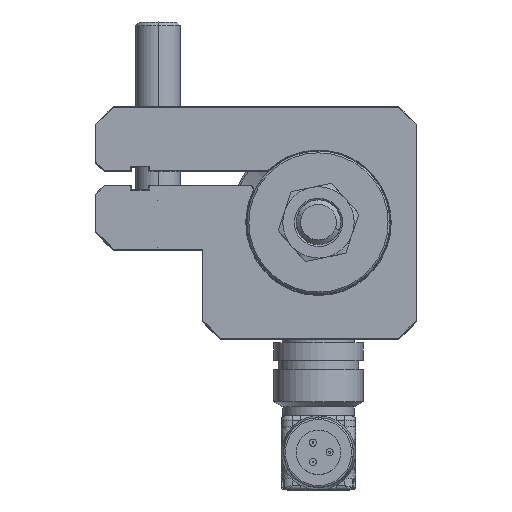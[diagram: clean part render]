
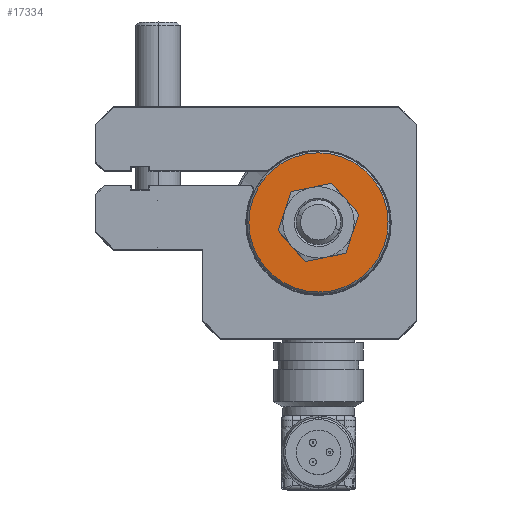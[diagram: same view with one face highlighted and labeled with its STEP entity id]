
A CAD part, top view. The second image highlights one B-rep face of the part: STEP entity #17334.
In plain terms, the highlighted planar face has unit normal (0, 0, 1).
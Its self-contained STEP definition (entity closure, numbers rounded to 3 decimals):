
#617 = CIRCLE ( 'NONE', #665, 2.75 ) ;
#623 = CARTESIAN_POINT ( 'NONE',  ( 2.119, -1.752, 1. ) ) ;
#660 = DIRECTION ( 'NONE',  ( 0.771, -0.637, 0. ) ) ;
#661 = DIRECTION ( 'NONE',  ( 0., 0., -1. ) ) ;
#662 = CARTESIAN_POINT ( 'NONE',  ( 0., 0., 1. ) ) ;
#665 = AXIS2_PLACEMENT_3D ( 'NONE', #662, #661, #660 ) ;
#666 = CARTESIAN_POINT ( 'NONE',  ( -2.119, 1.752, 1. ) ) ;
#691 = DIRECTION ( 'NONE',  ( 0.771, -0.637, 0. ) ) ;
#692 = DIRECTION ( 'NONE',  ( 0., 0., -1. ) ) ;
#693 = CARTESIAN_POINT ( 'NONE',  ( 0., 0., 1. ) ) ;
#694 = AXIS2_PLACEMENT_3D ( 'NONE', #693, #692, #691 ) ;
#695 = CIRCLE ( 'NONE', #694, 2.75 ) ;
#11856 = PLANE ( 'NONE',  #11871 ) ;
#11871 = AXIS2_PLACEMENT_3D ( 'NONE', #11918, #11917, #11916 ) ;
#11874 = FACE_OUTER_BOUND ( 'NONE', #17335, .T. ) ;
#11889 = FACE_BOUND ( 'NONE', #17325, .T. ) ;
#11903 = DIRECTION ( 'NONE',  ( 0.771, -0.637, 0. ) ) ;
#11904 = DIRECTION ( 'NONE',  ( 0., 0., 1. ) ) ;
#11905 = AXIS2_PLACEMENT_3D ( 'NONE', #11919, #11904, #11903 ) ;
#11916 = DIRECTION ( 'NONE',  ( 0.771, -0.637, 0. ) ) ;
#11917 = DIRECTION ( 'NONE',  ( 0., 0., 1. ) ) ;
#11918 = CARTESIAN_POINT ( 'NONE',  ( 0., 0., 1. ) ) ;
#11919 = CARTESIAN_POINT ( 'NONE',  ( 0., 0., 1. ) ) ;
#11923 = CIRCLE ( 'NONE', #11905, 7.8 ) ;
#14088 = VERTEX_POINT ( 'NONE', #25965 ) ;
#14089 = VERTEX_POINT ( 'NONE', #25964 ) ;
#14155 = EDGE_CURVE ( 'NONE', #14088, #14089, #26157, .T. ) ;
#14378 = VERTEX_POINT ( 'NONE', #623 ) ;
#14380 = EDGE_CURVE ( 'NONE', #14382, #14378, #617, .T. ) ;
#14382 = VERTEX_POINT ( 'NONE', #666 ) ;
#14383 = ORIENTED_EDGE ( 'NONE', *, *, #14380, .T. ) ;
#14386 = EDGE_CURVE ( 'NONE', #14378, #14382, #695, .T. ) ;
#17325 = EDGE_LOOP ( 'NONE', ( #17339, #14383 ) ) ;
#17326 = ORIENTED_EDGE ( 'NONE', *, *, #14155, .T. ) ;
#17334 = ADVANCED_FACE ( 'NONE', ( #11874, #11889 ), #11856, .T. ) ;
#17335 = EDGE_LOOP ( 'NONE', ( #17338, #17326 ) ) ;
#17336 = EDGE_CURVE ( 'NONE', #14089, #14088, #11923, .T. ) ;
#17338 = ORIENTED_EDGE ( 'NONE', *, *, #17336, .T. ) ;
#17339 = ORIENTED_EDGE ( 'NONE', *, *, #14386, .T. ) ;
#25964 = CARTESIAN_POINT ( 'NONE',  ( -6.012, 4.97, 1. ) ) ;
#25965 = CARTESIAN_POINT ( 'NONE',  ( 6.012, -4.97, 1. ) ) ;
#26155 = CARTESIAN_POINT ( 'NONE',  ( 0., 0., 1. ) ) ;
#26156 = AXIS2_PLACEMENT_3D ( 'NONE', #26155, #26213, #26212 ) ;
#26157 = CIRCLE ( 'NONE', #26156, 7.8 ) ;
#26212 = DIRECTION ( 'NONE',  ( 0.771, -0.637, 0. ) ) ;
#26213 = DIRECTION ( 'NONE',  ( 0., 0., 1. ) ) ;
